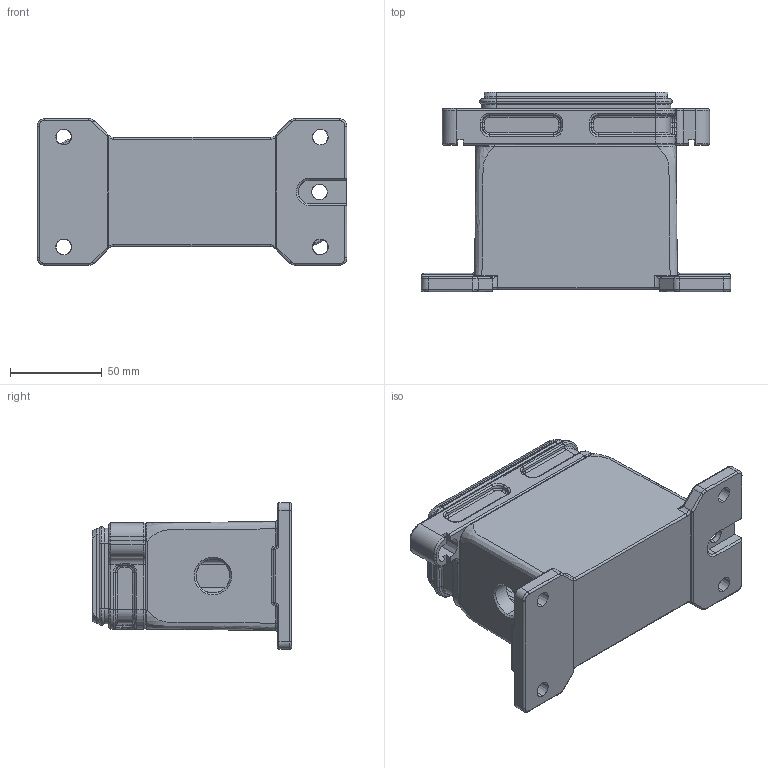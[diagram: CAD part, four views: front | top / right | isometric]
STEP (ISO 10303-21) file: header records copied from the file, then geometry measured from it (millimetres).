
FILE_DESCRIPTION (( 'STEP AP203' ), '1' );
FILE_NAME ('HP10B_H-SFH-2H-M20.STP', '2017-07-26T12:38:23', ( '微软用户' ), ( '微软中国' ), 'SwSTEP 2.0', 'SolidWorks 2012', '' );
FILE_SCHEMA (( 'CONFIG_CONTROL_DESIGN' ));
Length unit declared in the file: millimetre
Products named in the file (1): HP10B_H-SFH-2H-M20
Bounding box: 168.96 x 108.9 x 79.96 mm (x, y, z)
Volume: 370281.8 mm3; surface area: 101488.4 mm2
Topology: 1 solids, 10 shells, 1042 faces, 2566 edges, 1558 vertices
Faces by surface type: plane 387, cylinder 309, bspline 166, cone 159, torus 21
Entity records: 41258 total; most frequent: CARTESIAN_POINT 18725, ORIENTED_EDGE 5116, DIRECTION 4003, EDGE_CURVE 2558, VERTEX_POINT 1558, AXIS2_PLACEMENT_3D 1390, LINE 1223, VECTOR 1223
